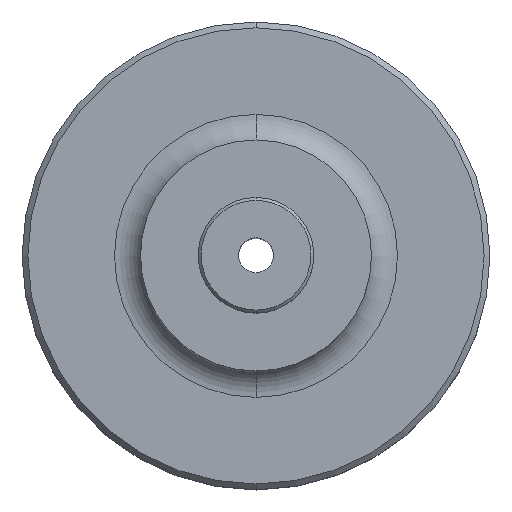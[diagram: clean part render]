
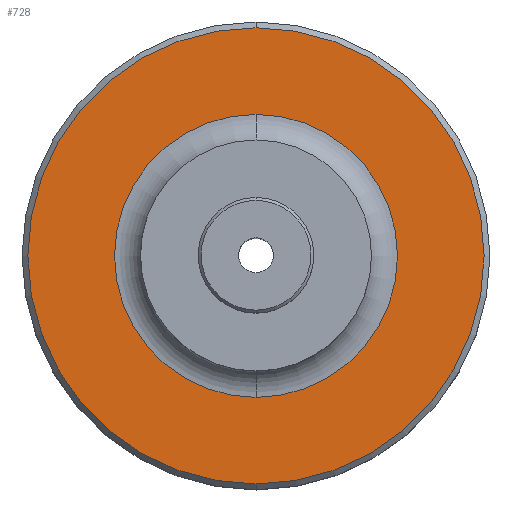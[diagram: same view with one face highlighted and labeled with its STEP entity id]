
A CAD part, top view. The second image highlights one B-rep face of the part: STEP entity #728.
In plain terms, the highlighted planar face has unit normal (0, 0, 1).
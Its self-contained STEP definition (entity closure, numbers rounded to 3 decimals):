
#227=CARTESIAN_POINT('',(0.,0.,-38.));
#228=DIRECTION('',(0.,0.,-1.));
#229=DIRECTION('',(0.,1.,0.));
#230=AXIS2_PLACEMENT_3D('',#227,#228,#229);
#243=CARTESIAN_POINT('',(0.,0.,-38.));
#244=DIRECTION('',(0.,0.,1.));
#245=DIRECTION('',(0.,1.,0.));
#246=AXIS2_PLACEMENT_3D('',#243,#244,#245);
#251=CARTESIAN_POINT('',(0.,0.,-38.));
#252=DIRECTION('',(0.,0.,1.));
#253=DIRECTION('',(0.,1.,0.));
#254=AXIS2_PLACEMENT_3D('',#251,#252,#253);
#259=CARTESIAN_POINT('',(0.,0.,-38.));
#260=DIRECTION('',(0.,0.,-1.));
#261=DIRECTION('',(0.,1.,0.));
#262=AXIS2_PLACEMENT_3D('',#259,#260,#261);
#445=CARTESIAN_POINT('',(0.,39.5,-38.));
#446=VERTEX_POINT('',#445);
#447=CARTESIAN_POINT('',(0.,24.5,-38.));
#449=VERTEX_POINT('',#447);
#471=CARTESIAN_POINT('',(0.,-39.5,-38.));
#472=VERTEX_POINT('',#471);
#473=CARTESIAN_POINT('',(0.,-24.5,-38.));
#475=VERTEX_POINT('',#473);
#713=CARTESIAN_POINT('',(0.,0.,-38.));
#714=DIRECTION('',(0.,0.,1.));
#715=DIRECTION('',(0.,1.,0.));
#716=AXIS2_PLACEMENT_3D('',#713,#714,#715);
#717=PLANE('',#716);
#719=ORIENTED_EDGE('',*,*,#718,.F.);
#721=ORIENTED_EDGE('',*,*,#720,.T.);
#722=EDGE_LOOP('',(#719,#721));
#723=FACE_OUTER_BOUND('',#722,.F.);
#724=ORIENTED_EDGE('',*,*,#692,.F.);
#725=ORIENTED_EDGE('',*,*,#708,.T.);
#726=EDGE_LOOP('',(#724,#725));
#727=FACE_BOUND('',#726,.F.);
#231=CIRCLE('',#230,24.5);
#247=CIRCLE('',#246,24.5);
#255=CIRCLE('',#254,39.5);
#263=CIRCLE('',#262,39.5);
#692=EDGE_CURVE('',#449,#475,#231,.T.);
#708=EDGE_CURVE('',#449,#475,#247,.T.);
#718=EDGE_CURVE('',#446,#472,#255,.T.);
#720=EDGE_CURVE('',#446,#472,#263,.T.);
#728=ADVANCED_FACE('',(#723,#727),#717,.T.);
